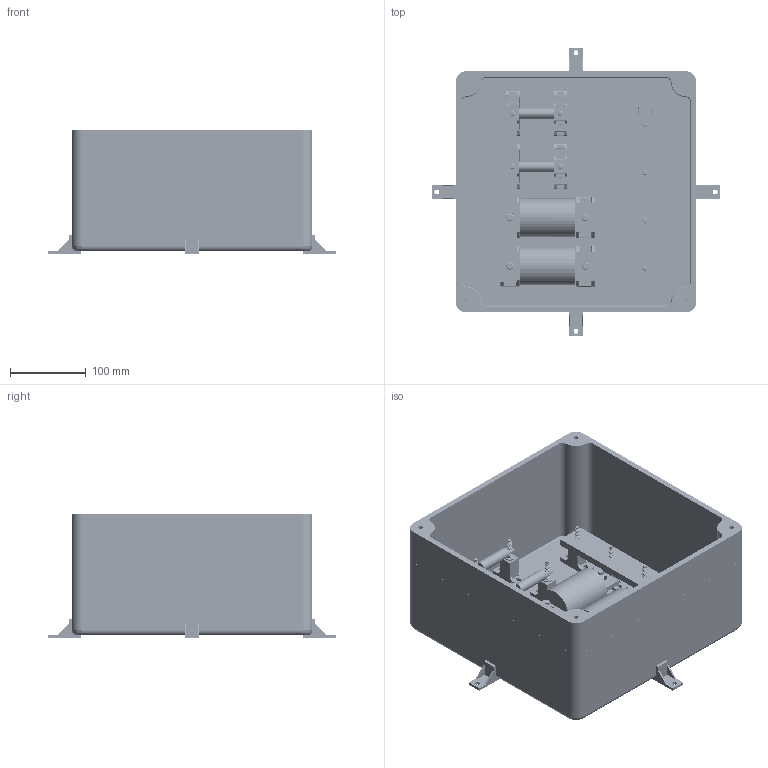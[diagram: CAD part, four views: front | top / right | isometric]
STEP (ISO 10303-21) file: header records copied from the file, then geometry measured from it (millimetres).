
FILE_DESCRIPTION(/* description */ (''),/* implementation_level */ '2;1');
FILE_NAME(/* name */ 'Rear_HV_Box.stp',/* time_stamp */ '2013-04-25T00:03:49-04:00',/* author */ (''),/* organization */ (''),/* preprocessor_version */ 'ST-DEVELOPER v14',/* originating_system */ 'SIEMENS PLM Software NX 8.0',/* authorisation */ '');
FILE_SCHEMA (('AUTOMOTIVE_DESIGN { 1 0 10303 214 3 1 1 1 }'));
Products named in the file (15): 9820102; 9500200; FWP20 Height Adjust; Cooper_Bussman_FWP-20B; Cooper_Bussman_FWP-400A; 9820101; 9500100; busBar; 8261K310; 8261K290; FSM25E; FWP20_assembly; FSM37E; FWP400_assembly No Height; Rear_HV_Box
Assembly tree (24 placements, depth 4):
  Rear_HV_Box
    FSM25E  x4
      9500100
      9820101
    8261K290
    8261K310
    FWP400_assembly No Height  x2
      FSM37E
        9500200
        9820102
      Cooper_Bussman_FWP-400A
    FWP20_assembly  x2
      FSM25E
        9500100
        9820101
      Cooper_Bussman_FWP-20B
      FWP20 Height Adjust
    busBar  x2
Bounding box: 379.98 x 379.98 x 163.83 mm (x, y, z)
Volume: 5314441.6 mm3; surface area: 1355897.6 mm2
Topology: 44 solids, 44 shells, 4030 faces, 10424 edges, 6376 vertices
Faces by surface type: cylinder 1656, plane 1166, bspline 776, cone 232, sphere 128, torus 72
Full cylindrical faces by diameter (mm): 5.4 x8, 5.5 x8
Entity records: 35304 total; most frequent: CARTESIAN_POINT 13294, ORIENTED_EDGE 4776, DIRECTION 4195, EDGE_CURVE 2388, VERTEX_POINT 1505, AXIS2_PLACEMENT_3D 1488, LINE 1219, VECTOR 1219
